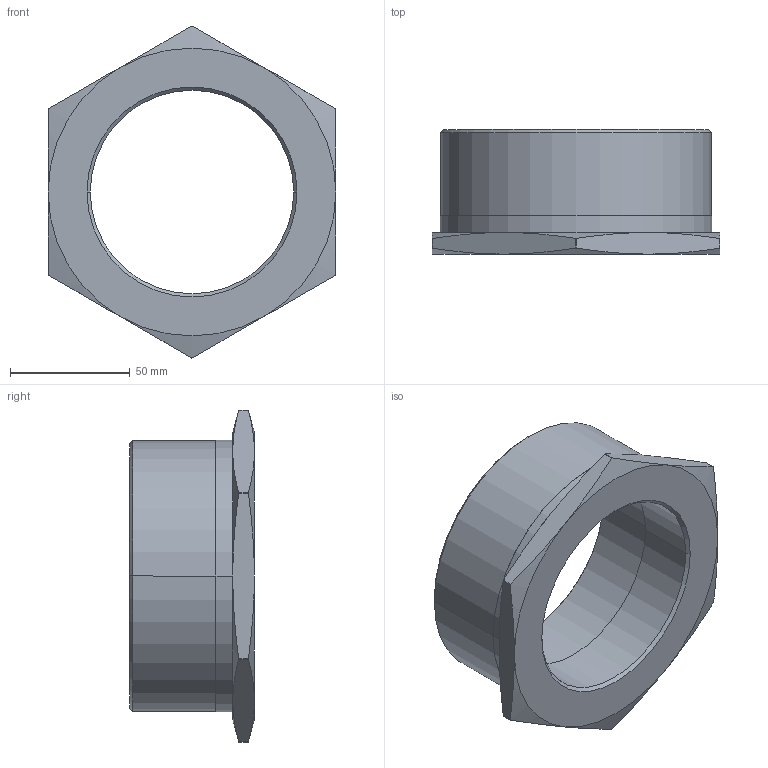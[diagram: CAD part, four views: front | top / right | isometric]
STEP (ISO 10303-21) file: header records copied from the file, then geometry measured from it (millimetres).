
FILE_DESCRIPTION (( 'STEP AP214' ), '1' );
FILE_NAME ('heco_RS-400-300-I.STEP', '2017-05-18T09:50:16', ( '' ), ( '' ), 'SwSTEP 2.0', 'SolidWorks 2016', '' );
FILE_SCHEMA (( 'AUTOMOTIVE_DESIGN' ));
Length unit declared in the file: millimetre
Products named in the file (1): heco_RS-400-300-I
Bounding box: 120 x 52 x 138.47 mm (x, y, z)
Volume: 234757.1 mm3; surface area: 45623.6 mm2
Topology: 1 solids, 1 shells, 238 faces, 607 edges, 398 vertices
Faces by surface type: bspline 105, plane 93, cylinder 20, cone 20
Entity records: 15291 total; most frequent: CARTESIAN_POINT 8325, ORIENTED_EDGE 1214, DIRECTION 653, EDGE_CURVE 607, VERTEX_POINT 398, VECTOR 313, LINE 313, EDGE_LOOP 267
